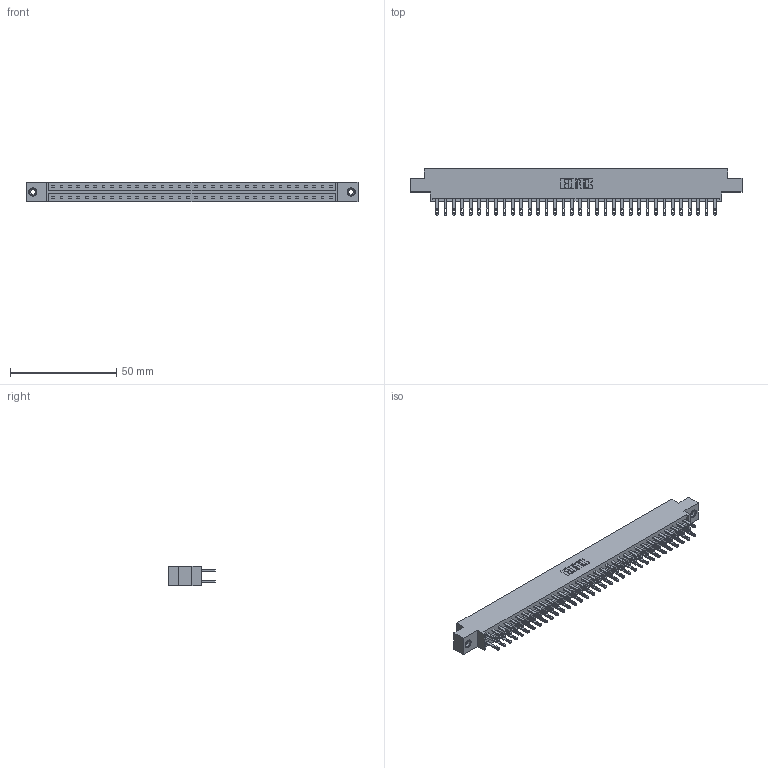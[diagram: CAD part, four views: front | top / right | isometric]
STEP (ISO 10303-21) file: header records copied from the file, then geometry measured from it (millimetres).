
FILE_DESCRIPTION (( 'STEP AP203' ), '1' );
FILE_NAME ('333-068-500-808.STEP', '2018-08-04T12:25:37', ( '' ), ( '' ), 'SwSTEP 2.0', 'SolidWorks 2016', '' );
FILE_SCHEMA (( 'CONFIG_CONTROL_DESIGN' ));
Length unit declared in the file: inch
Products named in the file (4): 333-068-500-808; 333 Part_Offset - .156 Dia - TI; 345-292-001_345-293-100; 345-250-001_345-250-003-102
Assembly tree (71 placements, depth 2):
  333-068-500-808
    333 Part_Offset - .156 Dia - TI
    345-292-001_345-293-100  x68
    345-250-001_345-250-003-102  x2
Bounding box: 156.26 x 21.85 x 9.4 mm (x, y, z)
Volume: 15852 mm3; surface area: 19645.9 mm2
Topology: 71 solids, 71 shells, 3442 faces, 10455 edges, 6962 vertices
Faces by surface type: plane 2146, cylinder 1280, cone 12, torus 4
Entity records: 24156 total; most frequent: CARTESIAN_POINT 3997, ORIENTED_EDGE 3926, DIRECTION 3461, EDGE_CURVE 1963, VECTOR 1811, LINE 1811, VERTEX_POINT 1304, AXIS2_PLACEMENT_3D 825
